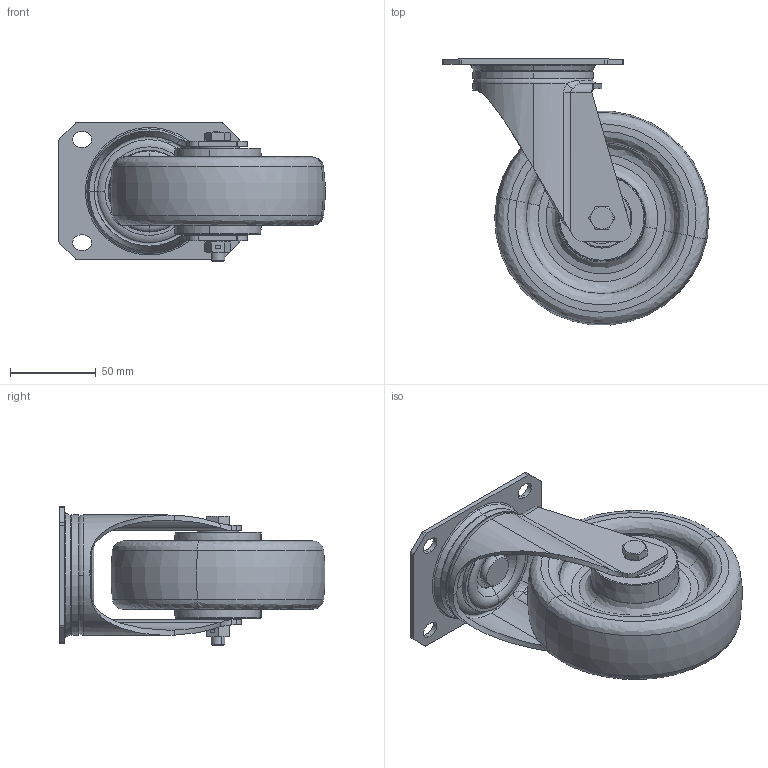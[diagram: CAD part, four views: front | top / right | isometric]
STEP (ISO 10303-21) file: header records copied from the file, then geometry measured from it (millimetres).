
FILE_DESCRIPTION (( 'STEP AP214' ), '1' );
FILE_NAME ('0055928.step', '2023-06-09T07:50:48', ( '' ), ( '' ), 'SwSTEP 2.0', 'SolidWorks 2020', '' );
FILE_SCHEMA (( 'AUTOMOTIVE_DESIGN' ));
Length unit declared in the file: millimetre
Products named in the file (1): 0055928
Bounding box: 154.88 x 154.69 x 81 mm (x, y, z)
Volume: 444373.2 mm3; surface area: 178500 mm2
Topology: 20 solids, 20 shells, 707 faces, 1720 edges, 1081 vertices
Faces by surface type: plane 190, cylinder 165, bspline 162, torus 98, cone 92
Entity records: 34158 total; most frequent: CARTESIAN_POINT 10465, ORIENTED_EDGE 3440, DIRECTION 3157, EDGE_CURVE 1720, AXIS2_PLACEMENT_3D 1341, VERTEX_POINT 1081, CIRCLE 795, EDGE_LOOP 783
